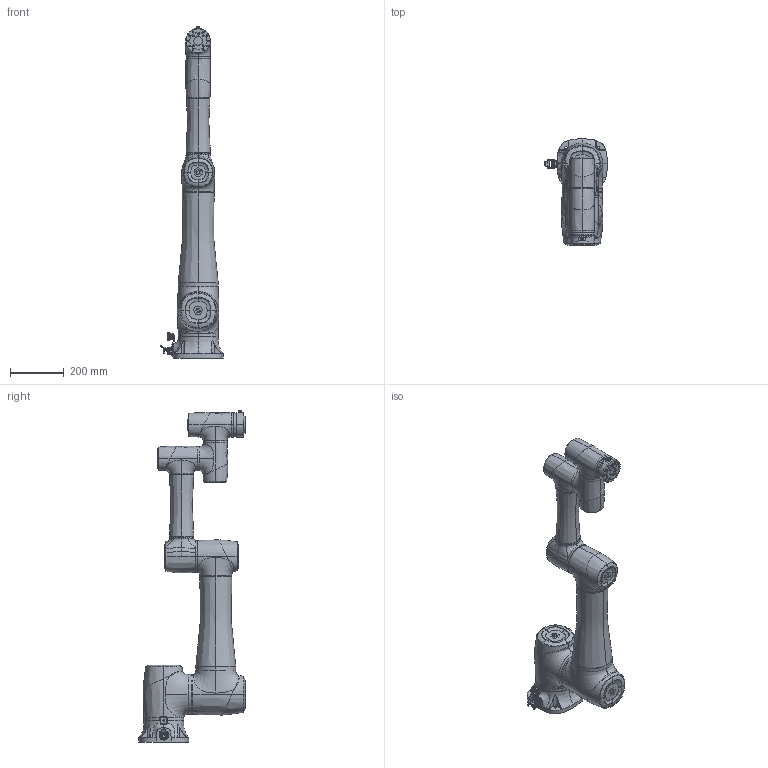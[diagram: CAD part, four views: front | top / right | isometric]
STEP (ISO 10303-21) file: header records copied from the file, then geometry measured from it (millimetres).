
FILE_DESCRIPTION((''),'2;1');
FILE_NAME('CR16-0001_ASM','2021-08-12T14:07:38',('Dobot'),(''),'CREO PARAMETRIC BY PTC INC, 2017260','CREO PARAMETRIC BY PTC INC, 2017260','');
FILE_SCHEMA(('CONFIG_CONTROL_DESIGN'));
Length unit declared in the file: millimetre
Products named in the file (40): J4-CR16; NONE-39433; NONE-133521; NONE-137217; J3-CR16_ASM; NONE-41294; NONE-86314; NONE-87252; NONE-89836; NONE-91928; NONE-133284; J2-CR16_ASM; NONE-138850; NONE-134666; NONE-87966; J6-CR16_ASM; J1-CR16; J5-CR16; NONE-36365; NONE-36834; NONE-40144; NONE-40841; NONE-41069; NONE-41526; NONE-43157; NONE-46662; NONE-47368; NONE-83484; NONE-83932; NONE-87015; NONE-88207; NONE-88885; NONE-90546; NONE-130404; NONE-133041; NONE-133974; NONE-135606; NONE-138176; _CR00_ASM; CR16-0001_ASM
Assembly tree (39 placements, depth 3):
  CR16-0001_ASM
    J4-CR16
    J3-CR16_ASM
      NONE-39433
      NONE-133521
      NONE-137217
    J2-CR16_ASM
      NONE-41294
      NONE-86314
      NONE-87252
      NONE-89836
      NONE-91928
      NONE-133284
    J6-CR16_ASM
      NONE-138850
      NONE-134666
      NONE-87966
    J1-CR16
    J5-CR16
    _CR00_ASM
      NONE-36365
      NONE-36834
      NONE-40144
      NONE-40841
      NONE-41069
      NONE-41526
      NONE-43157
      NONE-46662
      NONE-47368
      NONE-83484
      NONE-83932
      NONE-87015
      NONE-88207
      NONE-88885
      NONE-90546
      NONE-130404
      NONE-133041
      NONE-133974
      NONE-135606
      NONE-138176
Bounding box: 231.79 x 395.4 x 1231.77 mm (x, y, z)
Volume: 22567020.1 mm3; surface area: 1125077.6 mm2
Topology: 33 solids, 45 shells, 2964 faces, 7401 edges, 4768 vertices
Faces by surface type: plane 1637, cylinder 656, bspline 310, cone 238, extrusion 72, torus 51
Entity records: 121851 total; most frequent: CARTESIAN_POINT 51546, ORIENTED_EDGE 14730, DIRECTION 13738, EDGE_CURVE 7365, VERTEX_POINT 4768, AXIS2_PLACEMENT_3D 4653, VECTOR 4432, LINE 4360
